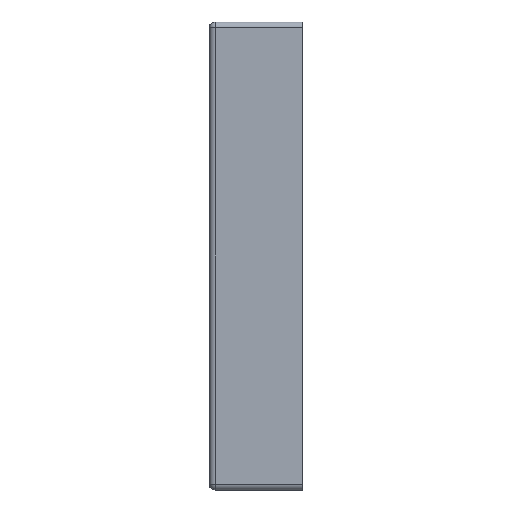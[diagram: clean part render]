
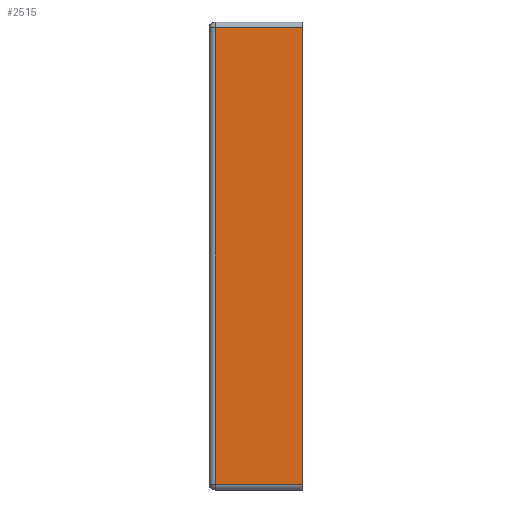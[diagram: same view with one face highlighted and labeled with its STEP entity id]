
A CAD part, left-side view. The second image highlights one B-rep face of the part: STEP entity #2515.
In plain terms, the highlighted planar face has unit normal (-1, 0, 0).
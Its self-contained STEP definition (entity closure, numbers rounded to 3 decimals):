
#59 = CARTESIAN_POINT ( 'NONE',  ( -40., 15., 39. ) ) ;
#61 = EDGE_CURVE ( 'NONE', #1934, #3518, #3625, .T. ) ;
#527 = ORIENTED_EDGE ( 'NONE', *, *, #2750, .T. ) ;
#823 = CARTESIAN_POINT ( 'NONE',  ( -40., 15., -39. ) ) ;
#1206 = DIRECTION ( 'NONE',  ( 0., 0., 1. ) ) ;
#1776 = VECTOR ( 'NONE', #1206, 1000. ) ;
#1934 = VERTEX_POINT ( 'NONE', #59 ) ;
#1956 = ORIENTED_EDGE ( 'NONE', *, *, #7327, .T. ) ;
#2005 = FACE_OUTER_BOUND ( 'NONE', #6624, .T. ) ;
#2433 = EDGE_CURVE ( 'NONE', #3518, #2745, #5826, .T. ) ;
#2515 = ADVANCED_FACE ( 'NONE', ( #2005 ), #6280, .F. ) ;
#2613 = DIRECTION ( 'NONE',  ( 0., -1., 0. ) ) ;
#2745 = VERTEX_POINT ( 'NONE', #4839 ) ;
#2750 = EDGE_CURVE ( 'NONE', #2745, #6392, #4247, .T. ) ;
#3029 = CARTESIAN_POINT ( 'NONE',  ( -40., 16., 39. ) ) ;
#3518 = VERTEX_POINT ( 'NONE', #823 ) ;
#3606 = CARTESIAN_POINT ( 'NONE',  ( -40., 0., -40. ) ) ;
#3625 = LINE ( 'NONE', #4187, #6887 ) ;
#3671 = DIRECTION ( 'NONE',  ( 0., 1., 0. ) ) ;
#3740 = CARTESIAN_POINT ( 'NONE',  ( -40., 0., 39. ) ) ;
#3946 = AXIS2_PLACEMENT_3D ( 'NONE', #7014, #5732, #6242 ) ;
#4187 = CARTESIAN_POINT ( 'NONE',  ( -40., 15., -40. ) ) ;
#4247 = LINE ( 'NONE', #3606, #1776 ) ;
#4839 = CARTESIAN_POINT ( 'NONE',  ( -40., 0., -39. ) ) ;
#5732 = DIRECTION ( 'NONE',  ( 1., 0., 0. ) ) ;
#5826 = LINE ( 'NONE', #6894, #7394 ) ;
#6063 = DIRECTION ( 'NONE',  ( 0., 0., -1. ) ) ;
#6242 = DIRECTION ( 'NONE',  ( 0., 1., 0. ) ) ;
#6280 = PLANE ( 'NONE',  #3946 ) ;
#6370 = ORIENTED_EDGE ( 'NONE', *, *, #61, .T. ) ;
#6392 = VERTEX_POINT ( 'NONE', #3740 ) ;
#6624 = EDGE_LOOP ( 'NONE', ( #527, #1956, #6370, #7614 ) ) ;
#6661 = LINE ( 'NONE', #3029, #7241 ) ;
#6887 = VECTOR ( 'NONE', #6063, 1000. ) ;
#6894 = CARTESIAN_POINT ( 'NONE',  ( -40., 16., -39. ) ) ;
#7014 = CARTESIAN_POINT ( 'NONE',  ( -40., 16., -40. ) ) ;
#7241 = VECTOR ( 'NONE', #3671, 1000. ) ;
#7327 = EDGE_CURVE ( 'NONE', #6392, #1934, #6661, .T. ) ;
#7394 = VECTOR ( 'NONE', #2613, 1000. ) ;
#7614 = ORIENTED_EDGE ( 'NONE', *, *, #2433, .T. ) ;
